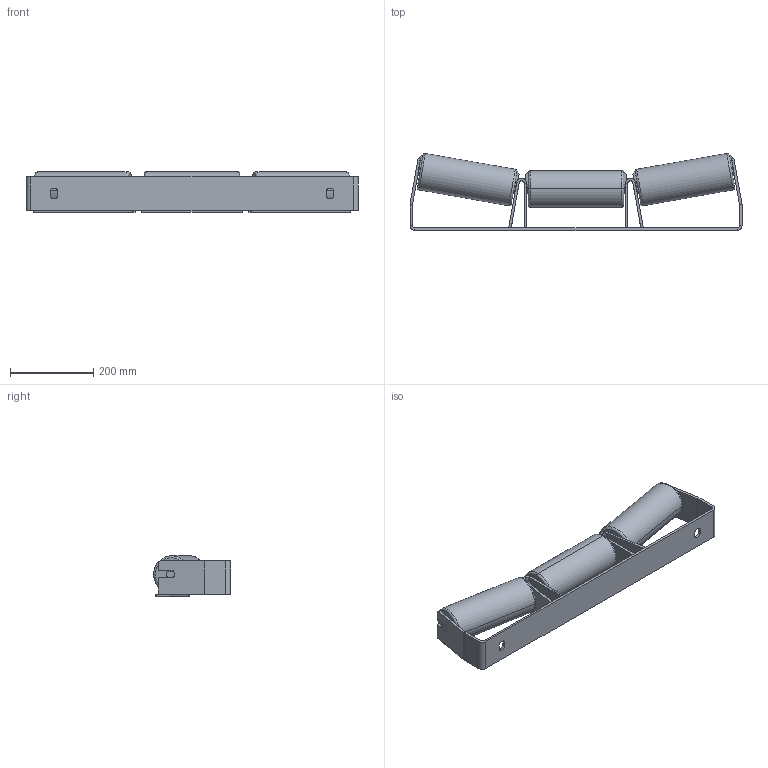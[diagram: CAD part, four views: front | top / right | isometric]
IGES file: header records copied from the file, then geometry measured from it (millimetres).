
Start section: SolidWorks IGES file using analytic representation for surfaces
Global section: file name: Support SNP 53300 E100 6 B600 10° sans pincement.igs; native system: SolidWorks 2019; preprocessor: SolidWorks 2019; author: guillaume; date: 200220.141115; units: millimetre
Bounding box: 800 x 185.67 x 97.5 mm (x, y, z)
Volume: 889895 mm3; surface area: 818453 mm2
Topology: 6 solids, 12 shells, 303 faces, 738 edges, 472 vertices
Faces by surface type: plane 211, revolution 75, bspline 17
